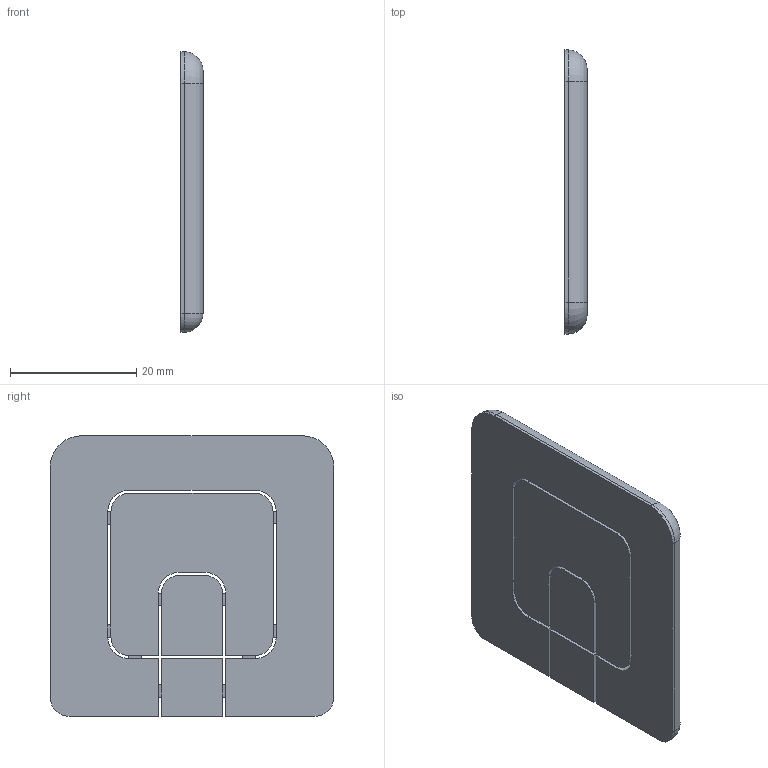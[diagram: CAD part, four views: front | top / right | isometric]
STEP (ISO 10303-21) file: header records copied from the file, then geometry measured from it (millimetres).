
FILE_DESCRIPTION(('STEP AP214'),'1');
FILE_NAME('cctmp_04A3EB6B-3BB4-4495-9E6E-631A06C2DA1A_2020_1_13_17_22_30_793..stp','2020-01-13T16:22:30',('Bosch Rexroth AG'),('CADClick - www.CADClick.com'),'Spatial InterOp 3D',' ','unknown authorization - (Healing Option Enabled)');
FILE_SCHEMA(('AUTOMOTIVE_DESIGN'));
Length unit declared in the file: millimetre
Products named in the file (1): 2020_01_13__17-22-30-793
Bounding box: 3.5 x 45 x 44.5 mm (x, y, z)
Volume: 6375.7 mm3; surface area: 5251 mm2
Topology: 1 solids, 1 shells, 91 faces, 267 edges, 169 vertices
Faces by surface type: plane 65, cylinder 22, torus 2, sphere 2
Entity records: 4109 total; most frequent: ORIENTED_EDGE 530, CARTESIAN_POINT 526, DIRECTION 495, EDGE_CURVE 265, LINE 219, VECTOR 219, PRESENTATION_STYLE_ASSIGNMENT 184, COLOUR_RGB 184
